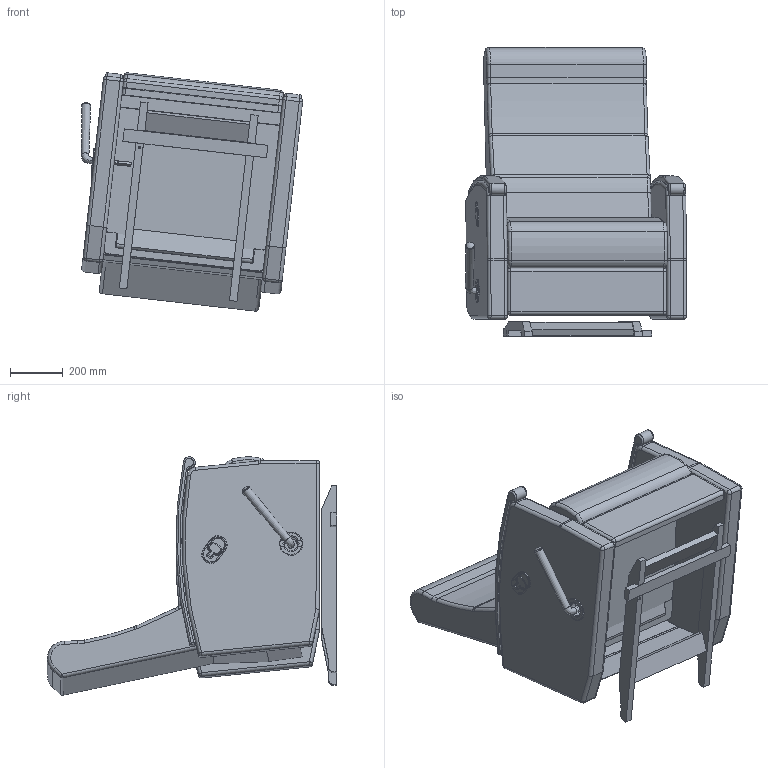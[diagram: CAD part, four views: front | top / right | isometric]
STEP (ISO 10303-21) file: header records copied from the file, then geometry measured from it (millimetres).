
FILE_DESCRIPTION(/* description */ (''),/* implementation_level */ '2;1');
FILE_NAME(/* name */ 'L1125W.stp',/* time_stamp */ '2017-09-29T07:05:45-04:00',/* author */ ('emehringer'),/* organization */ (''),/* preprocessor_version */ 'ST-DEVELOPER v16.5',/* originating_system */ 'Autodesk Inventor 2017',/* authorisation */ '');
FILE_SCHEMA (('AUTOMOTIVE_DESIGN { 1 0 10303 214 3 1 1 }'));
Length unit declared in the file: inch
Products named in the file (20): L1125U-W (SYMBOL); E1025 ACARM R; E1025 ACARM L; UKO E4025; USEAT E4025; EV7070 UBACK FLAP; BEZEL 3.5 BLK; HDL 3000 BLK; HDL 3000 BLKPLASTIC; HDL 3000 BLK METAL; RKR BTM 1025 (generic); 1025-34 CVBK (generic); 1025-33 CVBK (generic); 1025-35L CVBK (generic); 1025-35R CVBK1 (generic); 10X1-1/2" PH; 1025-35R CVBK (generic); FL1010-1 MAC BLK-A max; O1010 UBACK; CABLE LEVER
Assembly tree (21 placements, depth 4):
  L1125U-W (SYMBOL)
    E1025 ACARM R
    E1025 ACARM L
    UKO E4025
    USEAT E4025
    EV7070 UBACK FLAP
    BEZEL 3.5 BLK
    HDL 3000 BLK
      HDL 3000 BLKPLASTIC
      HDL 3000 BLK METAL
    RKR BTM 1025 (generic)
      1025-34 CVBK (generic)  x2
      1025-33 CVBK (generic)
      1025-35L CVBK (generic)
        1025-35R CVBK1 (generic)
        10X1-1/2" PH
      1025-35R CVBK (generic)
    FL1010-1 MAC BLK-A max  x2
    O1010 UBACK
    CABLE LEVER
Bounding box: 840.43 x 1098.35 x 905.88 mm (x, y, z)
Volume: 186158653.2 mm3; surface area: 5817670.8 mm2
Topology: 19 solids, 19 shells, 511 faces, 1169 edges, 694 vertices
Faces by surface type: plane 180, cylinder 171, torus 70, bspline 44, sphere 32, cone 14
Full cylindrical faces by diameter (mm): 4.826 x1, 5.953 x1, 7.938 x2, 22.9 x1, 53.975 x1, 57.15 x1, 88.9 x1
Entity records: 17292 total; most frequent: CARTESIAN_POINT 5961, DIRECTION 2443, ORIENTED_EDGE 2130, EDGE_CURVE 1065, AXIS2_PLACEMENT_3D 952, VERTEX_POINT 645, LINE 539, VECTOR 539
